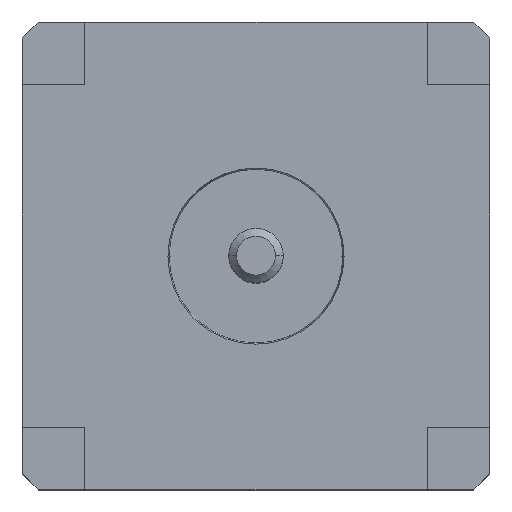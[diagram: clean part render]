
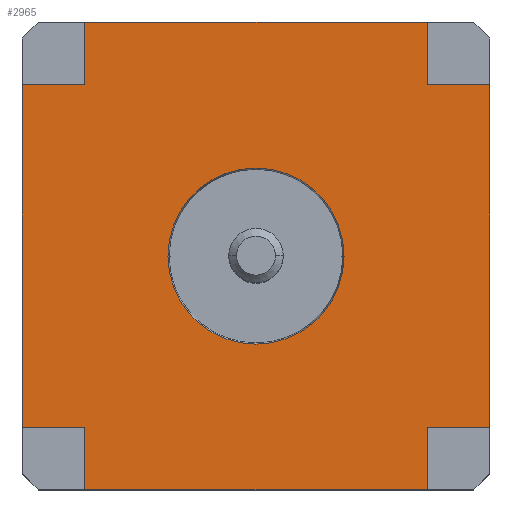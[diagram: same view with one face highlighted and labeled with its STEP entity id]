
A CAD part, top view. The second image highlights one B-rep face of the part: STEP entity #2965.
In plain terms, the highlighted planar face has unit normal (0, 0, 1).
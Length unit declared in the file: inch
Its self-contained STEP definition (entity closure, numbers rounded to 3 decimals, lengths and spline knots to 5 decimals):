
#9 = VECTOR ( 'NONE', #2826, 39.37008 ) ;
#34 = LINE ( 'NONE', #1118, #2599 ) ;
#73 = ORIENTED_EDGE ( 'NONE', *, *, #3039, .F. ) ;
#126 = DIRECTION ( 'NONE',  ( 1., 0., 0. ) ) ;
#156 = DIRECTION ( 'NONE',  ( 0., 0., 1. ) ) ;
#191 = DIRECTION ( 'NONE',  ( -1., 0., 0. ) ) ;
#196 = VECTOR ( 'NONE', #1370, 39.37008 ) ;
#247 = CARTESIAN_POINT ( 'NONE',  ( -0.08661, -0.11811, 0.16142 ) ) ;
#261 = CARTESIAN_POINT ( 'NONE',  ( 0., 0., 0.16142 ) ) ;
#263 = DIRECTION ( 'NONE',  ( 0., -1., 0. ) ) ;
#293 = ORIENTED_EDGE ( 'NONE', *, *, #503, .F. ) ;
#301 = VECTOR ( 'NONE', #2991, 39.37008 ) ;
#304 = CARTESIAN_POINT ( 'NONE',  ( 0.11003, 0.11811, 0.16142 ) ) ;
#312 = EDGE_CURVE ( 'NONE', #3404, #3091, #915, .T. ) ;
#314 = DIRECTION ( 'NONE',  ( 0., 0., 1. ) ) ;
#328 = CARTESIAN_POINT ( 'NONE',  ( -0.11811, 0.08661, 0.16142 ) ) ;
#390 = CARTESIAN_POINT ( 'NONE',  ( 0., 0.08661, 0.16142 ) ) ;
#490 = VECTOR ( 'NONE', #772, 39.37008 ) ;
#503 = EDGE_CURVE ( 'NONE', #2865, #1620, #1927, .T. ) ;
#517 = LINE ( 'NONE', #390, #301 ) ;
#715 = DIRECTION ( 'NONE',  ( 1., 0., 0. ) ) ;
#730 = VERTEX_POINT ( 'NONE', #247 ) ;
#744 = LINE ( 'NONE', #1794, #9 ) ;
#755 = LINE ( 'NONE', #1045, #1542 ) ;
#764 = VERTEX_POINT ( 'NONE', #1631 ) ;
#772 = DIRECTION ( 'NONE',  ( 0., 1., 0. ) ) ;
#815 = DIRECTION ( 'NONE',  ( -1., 0., 0. ) ) ;
#817 = EDGE_CURVE ( 'NONE', #2773, #3017, #34, .T. ) ;
#889 = DIRECTION ( 'NONE',  ( -1., 0., 0. ) ) ;
#905 = EDGE_CURVE ( 'NONE', #764, #2509, #2373, .T. ) ;
#915 = LINE ( 'NONE', #1155, #196 ) ;
#916 = AXIS2_PLACEMENT_3D ( 'NONE', #2516, #156, #715 ) ;
#950 = EDGE_CURVE ( 'NONE', #2049, #1880, #2499, .T. ) ;
#1036 = CARTESIAN_POINT ( 'NONE',  ( -0.04449, 0., 0.16142 ) ) ;
#1045 = CARTESIAN_POINT ( 'NONE',  ( 0.08661, 0., 0.16142 ) ) ;
#1059 = CARTESIAN_POINT ( 'NONE',  ( -0.08661, -0.08661, 0.16142 ) ) ;
#1118 = CARTESIAN_POINT ( 'NONE',  ( -0.08661, 0., 0.16142 ) ) ;
#1155 = CARTESIAN_POINT ( 'NONE',  ( -0.11811, 0.11003, 0.16142 ) ) ;
#1184 = EDGE_CURVE ( 'NONE', #1723, #2049, #3271, .T. ) ;
#1216 = CARTESIAN_POINT ( 'NONE',  ( 0.11811, -0.11003, 0.16142 ) ) ;
#1330 = AXIS2_PLACEMENT_3D ( 'NONE', #261, #314, #2666 ) ;
#1370 = DIRECTION ( 'NONE',  ( 0., 1., 0. ) ) ;
#1377 = AXIS2_PLACEMENT_3D ( 'NONE', #1626, #1379, #815 ) ;
#1379 = DIRECTION ( 'NONE',  ( 0., 0., -1. ) ) ;
#1381 = LINE ( 'NONE', #1697, #2882 ) ;
#1451 = EDGE_LOOP ( 'NONE', ( #1492, #2182, #1580, #3156, #1921, #1669, #293, #1522, #2363, #2232, #2214, #73 ) ) ;
#1457 = DIRECTION ( 'NONE',  ( 0., -1., 0. ) ) ;
#1489 = EDGE_CURVE ( 'NONE', #1620, #730, #744, .T. ) ;
#1492 = ORIENTED_EDGE ( 'NONE', *, *, #817, .F. ) ;
#1516 = VERTEX_POINT ( 'NONE', #1059 ) ;
#1522 = ORIENTED_EDGE ( 'NONE', *, *, #2911, .F. ) ;
#1536 = CARTESIAN_POINT ( 'NONE',  ( 0.11811, -0.08661, 0.16142 ) ) ;
#1542 = VECTOR ( 'NONE', #263, 39.37008 ) ;
#1544 = VECTOR ( 'NONE', #191, 39.37008 ) ;
#1580 = ORIENTED_EDGE ( 'NONE', *, *, #312, .F. ) ;
#1620 = VERTEX_POINT ( 'NONE', #2618 ) ;
#1626 = CARTESIAN_POINT ( 'NONE',  ( 0., 0., 0.16142 ) ) ;
#1631 = CARTESIAN_POINT ( 'NONE',  ( 0.04449, 0., 0.16142 ) ) ;
#1669 = ORIENTED_EDGE ( 'NONE', *, *, #1489, .F. ) ;
#1672 = DIRECTION ( 'NONE',  ( 0., -1., 0. ) ) ;
#1697 = CARTESIAN_POINT ( 'NONE',  ( 0., -0.08661, 0.16142 ) ) ;
#1723 = VERTEX_POINT ( 'NONE', #1914 ) ;
#1794 = CARTESIAN_POINT ( 'NONE',  ( -0.11003, -0.11811, 0.16142 ) ) ;
#1880 = VERTEX_POINT ( 'NONE', #1536 ) ;
#1914 = CARTESIAN_POINT ( 'NONE',  ( 0.08661, 0.08661, 0.16142 ) ) ;
#1915 = DIRECTION ( 'NONE',  ( 0., 1., 0. ) ) ;
#1921 = ORIENTED_EDGE ( 'NONE', *, *, #2601, .F. ) ;
#1927 = LINE ( 'NONE', #3008, #3004 ) ;
#2049 = VERTEX_POINT ( 'NONE', #3240 ) ;
#2065 = FACE_BOUND ( 'NONE', #2481, .T. ) ;
#2117 = DIRECTION ( 'NONE',  ( 1., 0., 0. ) ) ;
#2167 = ORIENTED_EDGE ( 'NONE', *, *, #905, .F. ) ;
#2182 = ORIENTED_EDGE ( 'NONE', *, *, #3310, .F. ) ;
#2214 = ORIENTED_EDGE ( 'NONE', *, *, #2371, .F. ) ;
#2232 = ORIENTED_EDGE ( 'NONE', *, *, #1184, .F. ) ;
#2265 = CARTESIAN_POINT ( 'NONE',  ( 0.08661, -0.08661, 0.16142 ) ) ;
#2363 = ORIENTED_EDGE ( 'NONE', *, *, #950, .F. ) ;
#2371 = EDGE_CURVE ( 'NONE', #2733, #1723, #755, .T. ) ;
#2373 = CIRCLE ( 'NONE', #916, 0.04449 ) ;
#2383 = CARTESIAN_POINT ( 'NONE',  ( -0.08661, 0.11811, 0.16142 ) ) ;
#2481 = EDGE_LOOP ( 'NONE', ( #2167, #3328 ) ) ;
#2499 = LINE ( 'NONE', #1216, #3369 ) ;
#2509 = VERTEX_POINT ( 'NONE', #1036 ) ;
#2516 = CARTESIAN_POINT ( 'NONE',  ( 0., 0., 0.16142 ) ) ;
#2537 = VECTOR ( 'NONE', #126, 39.37008 ) ;
#2599 = VECTOR ( 'NONE', #1915, 39.37008 ) ;
#2601 = EDGE_CURVE ( 'NONE', #730, #1516, #2886, .T. ) ;
#2618 = CARTESIAN_POINT ( 'NONE',  ( 0.08661, -0.11811, 0.16142 ) ) ;
#2666 = DIRECTION ( 'NONE',  ( 1., 0., 0. ) ) ;
#2733 = VERTEX_POINT ( 'NONE', #2762 ) ;
#2762 = CARTESIAN_POINT ( 'NONE',  ( 0.08661, 0.11811, 0.16142 ) ) ;
#2773 = VERTEX_POINT ( 'NONE', #2996 ) ;
#2794 = CIRCLE ( 'NONE', #1330, 0.04449 ) ;
#2826 = DIRECTION ( 'NONE',  ( -1., 0., 0. ) ) ;
#2830 = CARTESIAN_POINT ( 'NONE',  ( 0., -0.08661, 0.16142 ) ) ;
#2848 = FACE_OUTER_BOUND ( 'NONE', #1451, .T. ) ;
#2865 = VERTEX_POINT ( 'NONE', #2265 ) ;
#2876 = LINE ( 'NONE', #304, #3343 ) ;
#2882 = VECTOR ( 'NONE', #889, 39.37008 ) ;
#2886 = LINE ( 'NONE', #2910, #490 ) ;
#2910 = CARTESIAN_POINT ( 'NONE',  ( -0.08661, 0., 0.16142 ) ) ;
#2911 = EDGE_CURVE ( 'NONE', #1880, #2865, #3076, .T. ) ;
#2965 = ADVANCED_FACE ( 'NONE', ( #2065, #2848 ), #3107, .F. ) ;
#2971 = CARTESIAN_POINT ( 'NONE',  ( -0.11811, -0.08661, 0.16142 ) ) ;
#2991 = DIRECTION ( 'NONE',  ( 1., 0., 0. ) ) ;
#2996 = CARTESIAN_POINT ( 'NONE',  ( -0.08661, 0.08661, 0.16142 ) ) ;
#3004 = VECTOR ( 'NONE', #1672, 39.37008 ) ;
#3008 = CARTESIAN_POINT ( 'NONE',  ( 0.08661, 0., 0.16142 ) ) ;
#3016 = EDGE_CURVE ( 'NONE', #2509, #764, #2794, .T. ) ;
#3017 = VERTEX_POINT ( 'NONE', #2383 ) ;
#3029 = CARTESIAN_POINT ( 'NONE',  ( 0., 0.08661, 0.16142 ) ) ;
#3039 = EDGE_CURVE ( 'NONE', #3017, #2733, #2876, .T. ) ;
#3076 = LINE ( 'NONE', #2830, #1544 ) ;
#3091 = VERTEX_POINT ( 'NONE', #328 ) ;
#3107 = PLANE ( 'NONE',  #1377 ) ;
#3156 = ORIENTED_EDGE ( 'NONE', *, *, #3397, .F. ) ;
#3240 = CARTESIAN_POINT ( 'NONE',  ( 0.11811, 0.08661, 0.16142 ) ) ;
#3271 = LINE ( 'NONE', #3029, #2537 ) ;
#3310 = EDGE_CURVE ( 'NONE', #3091, #2773, #517, .T. ) ;
#3328 = ORIENTED_EDGE ( 'NONE', *, *, #3016, .F. ) ;
#3343 = VECTOR ( 'NONE', #2117, 39.37008 ) ;
#3369 = VECTOR ( 'NONE', #1457, 39.37008 ) ;
#3397 = EDGE_CURVE ( 'NONE', #1516, #3404, #1381, .T. ) ;
#3404 = VERTEX_POINT ( 'NONE', #2971 ) ;
